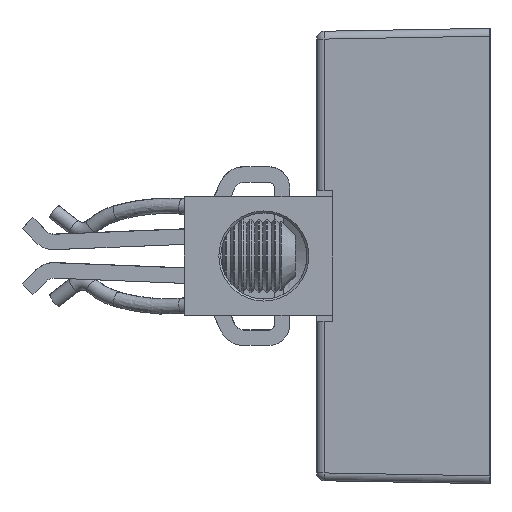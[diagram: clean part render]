
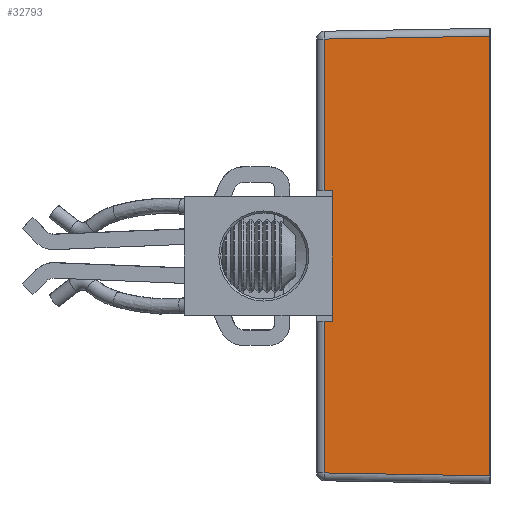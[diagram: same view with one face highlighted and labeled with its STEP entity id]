
A CAD part, left-side view. The second image highlights one B-rep face of the part: STEP entity #32793.
In plain terms, the highlighted planar face has unit normal (-1, 0.018, 0).
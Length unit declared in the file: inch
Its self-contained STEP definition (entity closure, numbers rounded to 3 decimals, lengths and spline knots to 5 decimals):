
#143 = ORIENTED_EDGE ( 'NONE', *, *, #11018, .T. ) ;
#372 = VERTEX_POINT ( 'NONE', #14861 ) ;
#530 = CARTESIAN_POINT ( 'NONE',  ( -5.30904, -0.293, 1.155 ) ) ;
#854 = EDGE_CURVE ( 'NONE', #27867, #7446, #27628, .T. ) ;
#1365 = VERTEX_POINT ( 'NONE', #25383 ) ;
#1387 = CARTESIAN_POINT ( 'NONE',  ( -5.32301, -1.0937, 1.11502 ) ) ;
#2363 = FACE_OUTER_BOUND ( 'NONE', #20560, .T. ) ;
#3521 = EDGE_CURVE ( 'NONE', #32902, #27867, #11916, .T. ) ;
#3563 = DIRECTION ( 'NONE',  ( 0., 0., -1. ) ) ;
#3837 = VECTOR ( 'NONE', #16913, 39.37008 ) ;
#7446 = VERTEX_POINT ( 'NONE', #31513 ) ;
#7940 = VECTOR ( 'NONE', #17503, 39.37008 ) ;
#8998 = LINE ( 'NONE', #21198, #3837 ) ;
#9336 = DIRECTION ( 'NONE',  ( -0.017, -1., -0.017 ) ) ;
#9606 = CARTESIAN_POINT ( 'NONE',  ( -5.32301, -1.0937, -1.11502 ) ) ;
#9745 = ORIENTED_EDGE ( 'NONE', *, *, #10071, .T. ) ;
#9830 = LINE ( 'NONE', #9606, #10863 ) ;
#10071 = EDGE_CURVE ( 'NONE', #17694, #21766, #9830, .T. ) ;
#10320 = VECTOR ( 'NONE', #32811, 39.37008 ) ;
#10863 = VECTOR ( 'NONE', #9336, 39.37008 ) ;
#11018 = EDGE_CURVE ( 'NONE', #1365, #17694, #21583, .T. ) ;
#11123 = VECTOR ( 'NONE', #39402, 39.37008 ) ;
#11317 = CARTESIAN_POINT ( 'NONE',  ( -5.30833, -0.2523, 1.155 ) ) ;
#11916 = LINE ( 'NONE', #1387, #10320 ) ;
#12031 = CARTESIAN_POINT ( 'NONE',  ( -5.30833, -0.2523, 1.10033 ) ) ;
#12327 = CARTESIAN_POINT ( 'NONE',  ( -5.30833, -0.2523, 1.155 ) ) ;
#12406 = EDGE_CURVE ( 'NONE', #12891, #7446, #8998, .T. ) ;
#12891 = VERTEX_POINT ( 'NONE', #37138 ) ;
#13153 = LINE ( 'NONE', #27544, #21645 ) ;
#13375 = CARTESIAN_POINT ( 'NONE',  ( -5.323, -1.093, 1.11501 ) ) ;
#14861 = CARTESIAN_POINT ( 'NONE',  ( -5.30904, -0.293, -0.33 ) ) ;
#16420 = DIRECTION ( 'NONE',  ( -0.017, -1., 0. ) ) ;
#16458 = DIRECTION ( 'NONE',  ( -1., 0.017, 0. ) ) ;
#16554 = CARTESIAN_POINT ( 'NONE',  ( -5.323, -1.093, 1.155 ) ) ;
#16597 = ORIENTED_EDGE ( 'NONE', *, *, #12406, .F. ) ;
#16913 = DIRECTION ( 'NONE',  ( 0.017, 1., 0. ) ) ;
#17294 = PLANE ( 'NONE',  #37395 ) ;
#17369 = EDGE_CURVE ( 'NONE', #372, #12891, #30176, .T. ) ;
#17503 = DIRECTION ( 'NONE',  ( 0.017, 1., 0. ) ) ;
#17647 = CARTESIAN_POINT ( 'NONE',  ( -5.323, -1.093, -0.33 ) ) ;
#17694 = VERTEX_POINT ( 'NONE', #35830 ) ;
#17818 = VECTOR ( 'NONE', #18145, 39.37008 ) ;
#18145 = DIRECTION ( 'NONE',  ( 0., 0., -1. ) ) ;
#20037 = EDGE_CURVE ( 'NONE', #32902, #21766, #13153, .T. ) ;
#20560 = EDGE_LOOP ( 'NONE', ( #143, #9745, #40305, #38831, #28849, #16597, #27776, #41325 ) ) ;
#21198 = CARTESIAN_POINT ( 'NONE',  ( -5.30904, -0.29324, 0.33 ) ) ;
#21583 = LINE ( 'NONE', #12327, #11123 ) ;
#21645 = VECTOR ( 'NONE', #3563, 39.37008 ) ;
#21766 = VERTEX_POINT ( 'NONE', #30749 ) ;
#25383 = CARTESIAN_POINT ( 'NONE',  ( -5.30833, -0.2523, -0.33 ) ) ;
#27544 = CARTESIAN_POINT ( 'NONE',  ( -5.323, -1.093, 1.155 ) ) ;
#27559 = EDGE_CURVE ( 'NONE', #372, #1365, #33362, .T. ) ;
#27628 = LINE ( 'NONE', #11317, #17818 ) ;
#27776 = ORIENTED_EDGE ( 'NONE', *, *, #17369, .F. ) ;
#27867 = VERTEX_POINT ( 'NONE', #12031 ) ;
#28849 = ORIENTED_EDGE ( 'NONE', *, *, #854, .T. ) ;
#29518 = DIRECTION ( 'NONE',  ( 0., 0., 1. ) ) ;
#30176 = LINE ( 'NONE', #530, #36194 ) ;
#30749 = CARTESIAN_POINT ( 'NONE',  ( -5.323, -1.093, -1.11501 ) ) ;
#31513 = CARTESIAN_POINT ( 'NONE',  ( -5.30833, -0.2523, 0.33 ) ) ;
#32793 = ADVANCED_FACE ( 'NONE', ( #2363 ), #17294, .T. ) ;
#32811 = DIRECTION ( 'NONE',  ( 0.017, 1., -0.017 ) ) ;
#32902 = VERTEX_POINT ( 'NONE', #13375 ) ;
#33362 = LINE ( 'NONE', #17647, #7940 ) ;
#35830 = CARTESIAN_POINT ( 'NONE',  ( -5.30833, -0.2523, -1.10033 ) ) ;
#36194 = VECTOR ( 'NONE', #29518, 39.37008 ) ;
#37138 = CARTESIAN_POINT ( 'NONE',  ( -5.30904, -0.293, 0.33 ) ) ;
#37395 = AXIS2_PLACEMENT_3D ( 'NONE', #16554, #16458, #16420 ) ;
#38831 = ORIENTED_EDGE ( 'NONE', *, *, #3521, .T. ) ;
#39402 = DIRECTION ( 'NONE',  ( 0., 0., -1. ) ) ;
#40305 = ORIENTED_EDGE ( 'NONE', *, *, #20037, .F. ) ;
#41325 = ORIENTED_EDGE ( 'NONE', *, *, #27559, .T. ) ;
